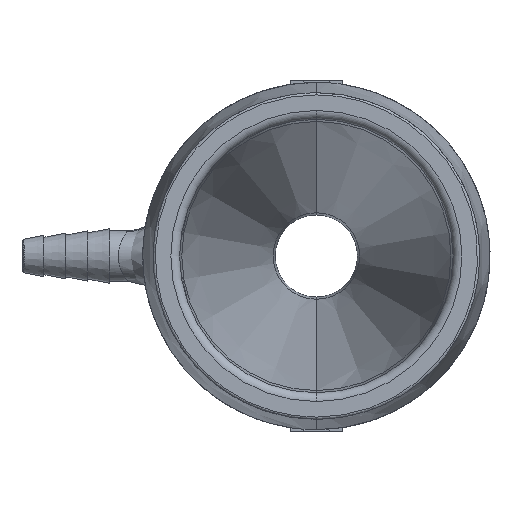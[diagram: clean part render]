
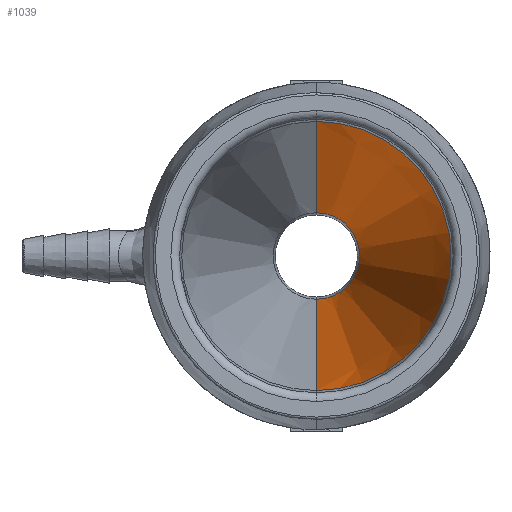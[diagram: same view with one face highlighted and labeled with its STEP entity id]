
A CAD part, left-side view. The second image highlights one B-rep face of the part: STEP entity #1039.
In plain terms, the highlighted conical face has half-angle 10.5 degrees and reference radius 7.938 mm.
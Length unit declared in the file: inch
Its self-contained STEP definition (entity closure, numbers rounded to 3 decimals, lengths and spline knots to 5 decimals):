
#458 = LINE ( 'NONE', #3782, #6816 ) ;
#504 = AXIS2_PLACEMENT_3D ( 'NONE', #10918, #3889, #10792 ) ;
#775 = DIRECTION ( 'NONE',  ( 0., 0., 1. ) ) ;
#899 = CARTESIAN_POINT ( 'NONE',  ( -0.1221, 0., -0.09877 ) ) ;
#1039 = ADVANCED_FACE ( 'NONE', ( #7333 ), #8716, .F. ) ;
#1718 = CARTESIAN_POINT ( 'NONE',  ( -1.27527, 0., 0.3125 ) ) ;
#2113 = EDGE_CURVE ( 'NONE', #11400, #7436, #6023, .T. ) ;
#2337 = CARTESIAN_POINT ( 'NONE',  ( -1.27527, 0., 0. ) ) ;
#2743 = DIRECTION ( 'NONE',  ( 0., 0., 1. ) ) ;
#2881 = AXIS2_PLACEMENT_3D ( 'NONE', #9472, #12345, #2743 ) ;
#3454 = CARTESIAN_POINT ( 'NONE',  ( -0.1221, 0., 0.09877 ) ) ;
#3466 = ORIENTED_EDGE ( 'NONE', *, *, #12208, .T. ) ;
#3782 = CARTESIAN_POINT ( 'NONE',  ( -1.27527, 0., -0.3125 ) ) ;
#3810 = EDGE_CURVE ( 'NONE', #11400, #5063, #7550, .T. ) ;
#3889 = DIRECTION ( 'NONE',  ( 1., 0., 0. ) ) ;
#4005 = EDGE_CURVE ( 'NONE', #4552, #5063, #12080, .T. ) ;
#4552 = VERTEX_POINT ( 'NONE', #11717 ) ;
#4768 = CARTESIAN_POINT ( 'NONE',  ( -1.24816, 0., 0.30748 ) ) ;
#5063 = VERTEX_POINT ( 'NONE', #4768 ) ;
#5894 = ORIENTED_EDGE ( 'NONE', *, *, #3810, .F. ) ;
#6023 = CIRCLE ( 'NONE', #504, 0.09877 ) ;
#6248 = AXIS2_PLACEMENT_3D ( 'NONE', #2337, #9689, #775 ) ;
#6276 = ORIENTED_EDGE ( 'NONE', *, *, #2113, .T. ) ;
#6816 = VECTOR ( 'NONE', #7627, 39.37008 ) ;
#7333 = FACE_OUTER_BOUND ( 'NONE', #12293, .T. ) ;
#7436 = VERTEX_POINT ( 'NONE', #899 ) ;
#7550 = LINE ( 'NONE', #1718, #11259 ) ;
#7627 = DIRECTION ( 'NONE',  ( -0.983, 0., -0.182 ) ) ;
#8511 = DIRECTION ( 'NONE',  ( -0.983, 0., 0.182 ) ) ;
#8716 = CONICAL_SURFACE ( 'NONE', #6248, 0.3125, 0.183 ) ;
#9472 = CARTESIAN_POINT ( 'NONE',  ( -1.24816, 0., 0. ) ) ;
#9689 = DIRECTION ( 'NONE',  ( -1., 0., 0. ) ) ;
#10792 = DIRECTION ( 'NONE',  ( 0., 0., -1. ) ) ;
#10918 = CARTESIAN_POINT ( 'NONE',  ( -0.1221, 0., 0. ) ) ;
#11259 = VECTOR ( 'NONE', #8511, 39.37008 ) ;
#11400 = VERTEX_POINT ( 'NONE', #3454 ) ;
#11471 = ORIENTED_EDGE ( 'NONE', *, *, #4005, .T. ) ;
#11717 = CARTESIAN_POINT ( 'NONE',  ( -1.24816, 0., -0.30748 ) ) ;
#12080 = CIRCLE ( 'NONE', #2881, 0.30748 ) ;
#12208 = EDGE_CURVE ( 'NONE', #7436, #4552, #458, .T. ) ;
#12293 = EDGE_LOOP ( 'NONE', ( #6276, #3466, #11471, #5894 ) ) ;
#12345 = DIRECTION ( 'NONE',  ( -1., 0., 0. ) ) ;
